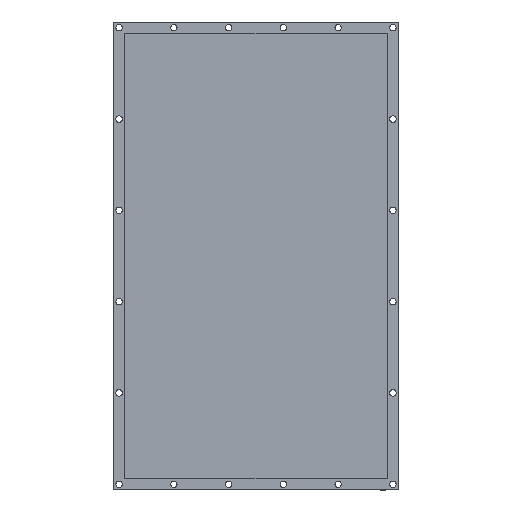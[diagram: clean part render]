
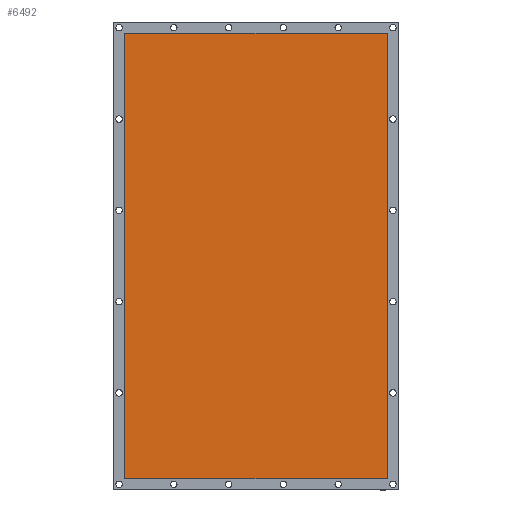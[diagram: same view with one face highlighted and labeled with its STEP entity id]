
A CAD part, top view. The second image highlights one B-rep face of the part: STEP entity #6492.
In plain terms, the highlighted planar face has unit normal (0, 0, 1).
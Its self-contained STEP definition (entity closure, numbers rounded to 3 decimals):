
#1083 = PLANE('',#1084);
#1084 = AXIS2_PLACEMENT_3D('',#1085,#1086,#1087);
#1085 = CARTESIAN_POINT('',(5.,5.,0.));
#1086 = DIRECTION('',(-1.,0.,0.));
#1087 = DIRECTION('',(0.,1.,0.));
#1111 = PLANE('',#1112);
#1112 = AXIS2_PLACEMENT_3D('',#1113,#1114,#1115);
#1113 = CARTESIAN_POINT('',(5.,200.,0.));
#1114 = DIRECTION('',(0.,1.,0.));
#1115 = DIRECTION('',(1.,0.,0.));
#1139 = PLANE('',#1140);
#1140 = AXIS2_PLACEMENT_3D('',#1141,#1142,#1143);
#1141 = CARTESIAN_POINT('',(120.,200.,0.));
#1142 = DIRECTION('',(1.,0.,0.));
#1143 = DIRECTION('',(0.,-1.,0.));
#1165 = PLANE('',#1166);
#1166 = AXIS2_PLACEMENT_3D('',#1167,#1168,#1169);
#1167 = CARTESIAN_POINT('',(120.,5.,0.));
#1168 = DIRECTION('',(0.,-1.,0.));
#1169 = DIRECTION('',(-1.,0.,0.));
#4874 = VERTEX_POINT('',#4875);
#4875 = CARTESIAN_POINT('',(5.,5.,2.));
#4896 = EDGE_CURVE('',#4874,#4897,#4899,.T.);
#4897 = VERTEX_POINT('',#4898);
#4898 = CARTESIAN_POINT('',(5.,200.,2.));
#4899 = SURFACE_CURVE('',#4900,(#4904,#4911),.PCURVE_S1.);
#4900 = LINE('',#4901,#4902);
#4901 = CARTESIAN_POINT('',(5.,5.,2.));
#4902 = VECTOR('',#4903,1.);
#4903 = DIRECTION('',(0.,1.,0.));
#4904 = PCURVE('',#1083,#4905);
#4905 = DEFINITIONAL_REPRESENTATION('',(#4906),#4910);
#4906 = LINE('',#4907,#4908);
#4907 = CARTESIAN_POINT('',(0.,-2.));
#4908 = VECTOR('',#4909,1.);
#4909 = DIRECTION('',(1.,0.));
#4910 = ( GEOMETRIC_REPRESENTATION_CONTEXT(2) 
PARAMETRIC_REPRESENTATION_CONTEXT() REPRESENTATION_CONTEXT('2D SPACE',''
  ) );
#4911 = PCURVE('',#4912,#4917);
#4912 = PLANE('',#4913);
#4913 = AXIS2_PLACEMENT_3D('',#4914,#4915,#4916);
#4914 = CARTESIAN_POINT('',(62.5,102.5,2.));
#4915 = DIRECTION('',(0.,0.,1.));
#4916 = DIRECTION('',(1.,0.,0.));
#4917 = DEFINITIONAL_REPRESENTATION('',(#4918),#4922);
#4918 = LINE('',#4919,#4920);
#4919 = CARTESIAN_POINT('',(-57.5,-97.5));
#4920 = VECTOR('',#4921,1.);
#4921 = DIRECTION('',(0.,1.));
#4922 = ( GEOMETRIC_REPRESENTATION_CONTEXT(2) 
PARAMETRIC_REPRESENTATION_CONTEXT() REPRESENTATION_CONTEXT('2D SPACE',''
  ) );
#4950 = VERTEX_POINT('',#4951);
#4951 = CARTESIAN_POINT('',(120.,5.,2.));
#4972 = EDGE_CURVE('',#4950,#4874,#4973,.T.);
#4973 = SURFACE_CURVE('',#4974,(#4978,#4985),.PCURVE_S1.);
#4974 = LINE('',#4975,#4976);
#4975 = CARTESIAN_POINT('',(120.,5.,2.));
#4976 = VECTOR('',#4977,1.);
#4977 = DIRECTION('',(-1.,0.,0.));
#4978 = PCURVE('',#1165,#4979);
#4979 = DEFINITIONAL_REPRESENTATION('',(#4980),#4984);
#4980 = LINE('',#4981,#4982);
#4981 = CARTESIAN_POINT('',(0.,-2.));
#4982 = VECTOR('',#4983,1.);
#4983 = DIRECTION('',(1.,0.));
#4984 = ( GEOMETRIC_REPRESENTATION_CONTEXT(2) 
PARAMETRIC_REPRESENTATION_CONTEXT() REPRESENTATION_CONTEXT('2D SPACE',''
  ) );
#4985 = PCURVE('',#4912,#4986);
#4986 = DEFINITIONAL_REPRESENTATION('',(#4987),#4991);
#4987 = LINE('',#4988,#4989);
#4988 = CARTESIAN_POINT('',(57.5,-97.5));
#4989 = VECTOR('',#4990,1.);
#4990 = DIRECTION('',(-1.,0.));
#4991 = ( GEOMETRIC_REPRESENTATION_CONTEXT(2) 
PARAMETRIC_REPRESENTATION_CONTEXT() REPRESENTATION_CONTEXT('2D SPACE',''
  ) );
#4999 = VERTEX_POINT('',#5000);
#5000 = CARTESIAN_POINT('',(120.,200.,2.));
#5021 = EDGE_CURVE('',#4999,#4950,#5022,.T.);
#5022 = SURFACE_CURVE('',#5023,(#5027,#5034),.PCURVE_S1.);
#5023 = LINE('',#5024,#5025);
#5024 = CARTESIAN_POINT('',(120.,200.,2.));
#5025 = VECTOR('',#5026,1.);
#5026 = DIRECTION('',(0.,-1.,0.));
#5027 = PCURVE('',#1139,#5028);
#5028 = DEFINITIONAL_REPRESENTATION('',(#5029),#5033);
#5029 = LINE('',#5030,#5031);
#5030 = CARTESIAN_POINT('',(0.,-2.));
#5031 = VECTOR('',#5032,1.);
#5032 = DIRECTION('',(1.,0.));
#5033 = ( GEOMETRIC_REPRESENTATION_CONTEXT(2) 
PARAMETRIC_REPRESENTATION_CONTEXT() REPRESENTATION_CONTEXT('2D SPACE',''
  ) );
#5034 = PCURVE('',#4912,#5035);
#5035 = DEFINITIONAL_REPRESENTATION('',(#5036),#5040);
#5036 = LINE('',#5037,#5038);
#5037 = CARTESIAN_POINT('',(57.5,97.5));
#5038 = VECTOR('',#5039,1.);
#5039 = DIRECTION('',(0.,-1.));
#5040 = ( GEOMETRIC_REPRESENTATION_CONTEXT(2) 
PARAMETRIC_REPRESENTATION_CONTEXT() REPRESENTATION_CONTEXT('2D SPACE',''
  ) );
#5048 = EDGE_CURVE('',#4897,#4999,#5049,.T.);
#5049 = SURFACE_CURVE('',#5050,(#5054,#5061),.PCURVE_S1.);
#5050 = LINE('',#5051,#5052);
#5051 = CARTESIAN_POINT('',(5.,200.,2.));
#5052 = VECTOR('',#5053,1.);
#5053 = DIRECTION('',(1.,0.,0.));
#5054 = PCURVE('',#1111,#5055);
#5055 = DEFINITIONAL_REPRESENTATION('',(#5056),#5060);
#5056 = LINE('',#5057,#5058);
#5057 = CARTESIAN_POINT('',(0.,-2.));
#5058 = VECTOR('',#5059,1.);
#5059 = DIRECTION('',(1.,0.));
#5060 = ( GEOMETRIC_REPRESENTATION_CONTEXT(2) 
PARAMETRIC_REPRESENTATION_CONTEXT() REPRESENTATION_CONTEXT('2D SPACE',''
  ) );
#5061 = PCURVE('',#4912,#5062);
#5062 = DEFINITIONAL_REPRESENTATION('',(#5063),#5067);
#5063 = LINE('',#5064,#5065);
#5064 = CARTESIAN_POINT('',(-57.5,97.5));
#5065 = VECTOR('',#5066,1.);
#5066 = DIRECTION('',(1.,0.));
#5067 = ( GEOMETRIC_REPRESENTATION_CONTEXT(2) 
PARAMETRIC_REPRESENTATION_CONTEXT() REPRESENTATION_CONTEXT('2D SPACE',''
  ) );
#6492 = ADVANCED_FACE('',(#6493),#4912,.T.);
#6493 = FACE_BOUND('',#6494,.F.);
#6494 = EDGE_LOOP('',(#6495,#6496,#6497,#6498));
#6495 = ORIENTED_EDGE('',*,*,#5048,.T.);
#6496 = ORIENTED_EDGE('',*,*,#5021,.T.);
#6497 = ORIENTED_EDGE('',*,*,#4972,.T.);
#6498 = ORIENTED_EDGE('',*,*,#4896,.T.);
